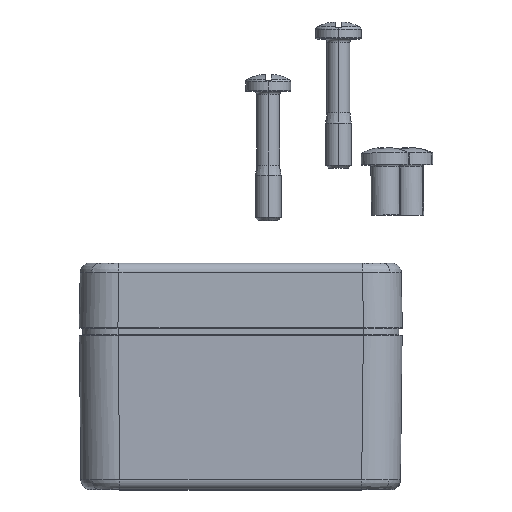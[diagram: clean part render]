
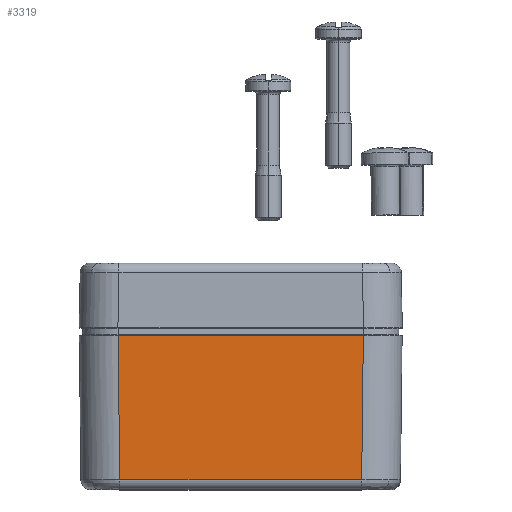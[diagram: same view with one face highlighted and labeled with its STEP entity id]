
A CAD part, top view. The second image highlights one B-rep face of the part: STEP entity #3319.
In plain terms, the highlighted planar face has unit normal (0, -0.011, 1).
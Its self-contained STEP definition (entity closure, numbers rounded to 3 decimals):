
#55 = ORIENTED_EDGE ( 'NONE', *, *, #57, .T. ) ;
#56 = ORIENTED_EDGE ( 'NONE', *, *, #3133, .T. ) ;
#57 = EDGE_CURVE ( 'NONE', #29581, #2984, #17603, .T. ) ;
#2984 = VERTEX_POINT ( 'NONE', #10157 ) ;
#3017 = VERTEX_POINT ( 'NONE', #10266 ) ;
#3133 = EDGE_CURVE ( 'NONE', #2984, #3017, #10562, .T. ) ;
#3285 = EDGE_CURVE ( 'NONE', #3017, #29579, #10905, .T. ) ;
#3288 = ORIENTED_EDGE ( 'NONE', *, *, #29647, .T. ) ;
#3307 = ORIENTED_EDGE ( 'NONE', *, *, #3285, .T. ) ;
#3318 = EDGE_LOOP ( 'NONE', ( #3307, #3288, #55, #56 ) ) ;
#3319 = ADVANCED_FACE ( 'NONE', ( #10998 ), #10997, .T. ) ;
#10157 = CARTESIAN_POINT ( 'NONE',  ( -18.717, -25.017, 32.217 ) ) ;
#10266 = CARTESIAN_POINT ( 'NONE',  ( 18.717, -25.017, 32.217 ) ) ;
#10559 = DIRECTION ( 'NONE',  ( 1., 0., 0. ) ) ;
#10560 = VECTOR ( 'NONE', #10559, 1000. ) ;
#10561 = CARTESIAN_POINT ( 'NONE',  ( -25., -25.017, 32.217 ) ) ;
#10562 = LINE ( 'NONE', #10561, #10560 ) ;
#10902 = DIRECTION ( 'NONE',  ( 0.011, 1., 0.011 ) ) ;
#10903 = VECTOR ( 'NONE', #10902, 1000. ) ;
#10904 = CARTESIAN_POINT ( 'NONE',  ( 18.995, -0.498, 32.494 ) ) ;
#10905 = LINE ( 'NONE', #10904, #10903 ) ;
#10993 = DIRECTION ( 'NONE',  ( 0., -1., -0.011 ) ) ;
#10994 = DIRECTION ( 'NONE',  ( 0., -0.011, 1. ) ) ;
#10995 = CARTESIAN_POINT ( 'NONE',  ( -25., 0., 32.5 ) ) ;
#10996 = AXIS2_PLACEMENT_3D ( 'NONE', #10995, #10994, #10993 ) ;
#10997 = PLANE ( 'NONE',  #10996 ) ;
#10998 = FACE_OUTER_BOUND ( 'NONE', #3318, .T. ) ;
#17598 = DIRECTION ( 'NONE',  ( 0.011, -1., -0.011 ) ) ;
#17599 = VECTOR ( 'NONE', #17598, 1000. ) ;
#17601 = CARTESIAN_POINT ( 'NONE',  ( -19.001, 0.068, 32.501 ) ) ;
#17603 = LINE ( 'NONE', #17601, #17599 ) ;
#21314 = CARTESIAN_POINT ( 'NONE',  ( -18.97, -2.7, 32.469 ) ) ;
#21316 = CARTESIAN_POINT ( 'NONE',  ( 18.97, -2.7, 32.469 ) ) ;
#21553 = DIRECTION ( 'NONE',  ( -1., 0., 0. ) ) ;
#21554 = VECTOR ( 'NONE', #21553, 1000. ) ;
#21555 = CARTESIAN_POINT ( 'NONE',  ( -25., -2.7, 32.469 ) ) ;
#21559 = LINE ( 'NONE', #21555, #21554 ) ;
#29579 = VERTEX_POINT ( 'NONE', #21316 ) ;
#29581 = VERTEX_POINT ( 'NONE', #21314 ) ;
#29647 = EDGE_CURVE ( 'NONE', #29579, #29581, #21559, .T. ) ;
